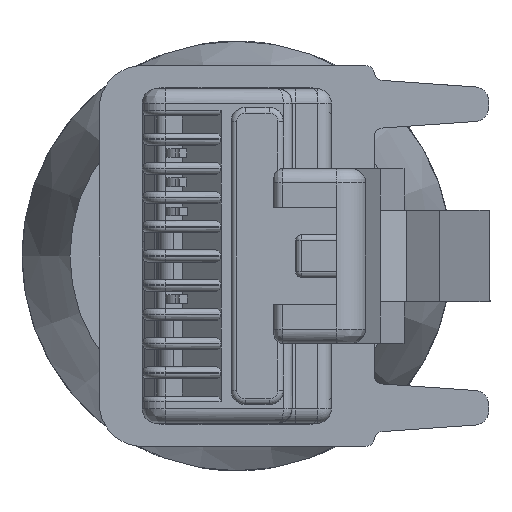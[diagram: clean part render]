
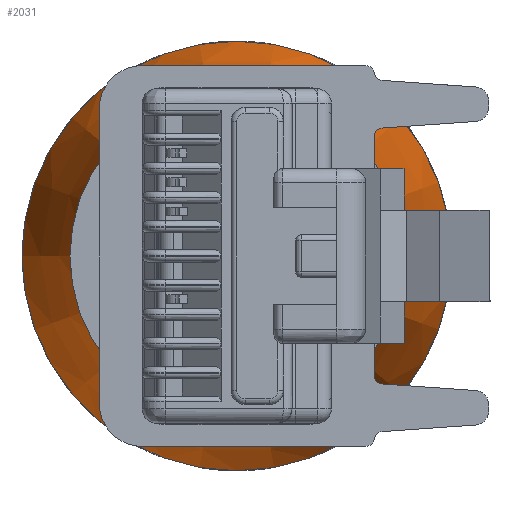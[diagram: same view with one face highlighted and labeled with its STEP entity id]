
A CAD part, left-side view. The second image highlights one B-rep face of the part: STEP entity #2031.
In plain terms, the highlighted conical face has half-angle 13.36 degrees and reference radius 7.5 mm.
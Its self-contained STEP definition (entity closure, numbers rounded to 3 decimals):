
#1503=CONICAL_SURFACE('',#15666,7.5,13.36);
#2031=ADVANCED_FACE('F131',(#5689,#5690),#1503,.T.);
#5689=FACE_BOUND('',#5901,.T.);
#5690=FACE_BOUND('',#5902,.T.);
#5901=EDGE_LOOP('',(#7294));
#5902=EDGE_LOOP('',(#7295));
#7294=ORIENTED_EDGE('',*,*,#12952,.T.);
#7295=ORIENTED_EDGE('',*,*,#12953,.F.);
#11412=VERTEX_POINT('',#23671);
#11413=VERTEX_POINT('',#23674);
#12952=EDGE_CURVE('E312',#11412,#11412,#14960,.T.);
#12953=EDGE_CURVE('E310',#11413,#11413,#14961,.T.);
#14960=CIRCLE('',#15663,7.5);
#14961=CIRCLE('',#15665,5.6);
#15663=AXIS2_PLACEMENT_3D('',#23670,#17239,#17240);
#15665=AXIS2_PLACEMENT_3D('',#23673,#17243,#17244);
#15666=AXIS2_PLACEMENT_3D('',#23675,#17245,#17246);
#17239=DIRECTION('',(-1.,0.,0.));
#17240=DIRECTION('',(0.,-1.,0.));
#17243=DIRECTION('',(-1.,0.,0.));
#17244=DIRECTION('',(0.,0.,1.));
#17245=DIRECTION('',(1.,0.,0.));
#17246=DIRECTION('',(0.,-1.,0.));
#23670=CARTESIAN_POINT('',(159.601,0.,0.));
#23671=CARTESIAN_POINT('',(159.601,-7.5,0.));
#23673=CARTESIAN_POINT('',(151.601,0.,0.));
#23674=CARTESIAN_POINT('',(151.601,0.,5.6));
#23675=CARTESIAN_POINT('',(159.601,0.,0.));
